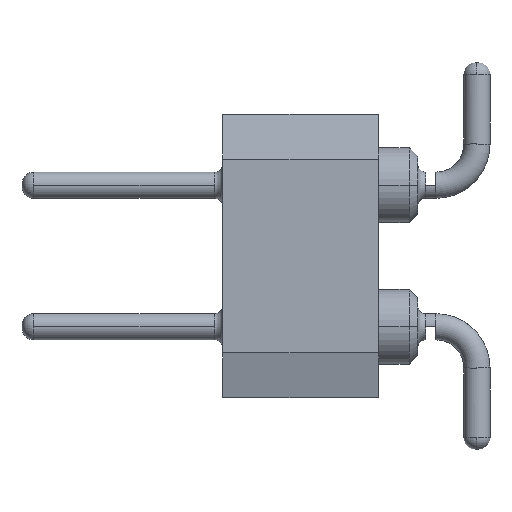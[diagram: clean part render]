
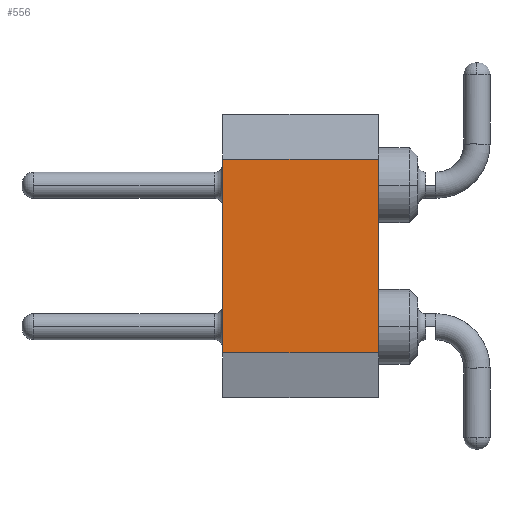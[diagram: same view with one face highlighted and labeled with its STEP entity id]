
A CAD part, left-side view. The second image highlights one B-rep face of the part: STEP entity #556.
In plain terms, the highlighted planar face has unit normal (-1, 0, 0).
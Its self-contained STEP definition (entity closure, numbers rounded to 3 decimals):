
#556=ADVANCED_FACE('',(#1276),#1277,.T.);
#1276=FACE_OUTER_BOUND('',#2159,.T.);
#1277=PLANE('',#2160);
#2159=EDGE_LOOP('',(#3849,#3850,#3851,#3852));
#2160=AXIS2_PLACEMENT_3D('',#3853,#3854,#3855);
#3849=ORIENTED_EDGE('',*,*,#6048,.T.);
#3850=ORIENTED_EDGE('',*,*,#5643,.F.);
#3851=ORIENTED_EDGE('',*,*,#5714,.F.);
#3852=ORIENTED_EDGE('',*,*,#5586,.T.);
#3853=CARTESIAN_POINT('',(-6.35,0.,0.));
#3854=DIRECTION('',(-1.0,0.0,0.0));
#3855=DIRECTION('',(0.0,0.,1.0));
#5586=EDGE_CURVE('',#6836,#6834,#6837,.T.);
#5643=EDGE_CURVE('',#6934,#6929,#6936,.T.);
#5714=EDGE_CURVE('',#6836,#6934,#7062,.T.);
#6048=EDGE_CURVE('',#6834,#6929,#7574,.T.);
#6834=VERTEX_POINT('',#8557);
#6836=VERTEX_POINT('',#8560);
#6837=LINE('',#8561,#8562);
#6929=VERTEX_POINT('',#8665);
#6934=VERTEX_POINT('',#8672);
#6936=LINE('',#8675,#8676);
#7062=LINE('',#8833,#8834);
#7574=LINE('',#9466,#9467);
#8557=CARTESIAN_POINT('',(-6.35,2.8,1.74));
#8560=CARTESIAN_POINT('',(-6.35,0.,1.74));
#8561=CARTESIAN_POINT('',(-6.35,0.,1.74));
#8562=VECTOR('',#10564,1.0);
#8665=CARTESIAN_POINT('',(-6.35,2.8,-1.74));
#8672=CARTESIAN_POINT('',(-6.35,0.,-1.74));
#8675=CARTESIAN_POINT('',(-6.35,0.,-1.74));
#8676=VECTOR('',#10682,1.0);
#8833=CARTESIAN_POINT('',(-6.35,0.,1.74));
#8834=VECTOR('',#10817,1.0);
#9466=CARTESIAN_POINT('',(-6.35,2.8,1.74));
#9467=VECTOR('',#11418,1.0);
#10564=DIRECTION('',(0.0,1.0,0.));
#10682=DIRECTION('',(0.0,1.0,0.));
#10817=DIRECTION('',(0.0,0.,-1.0));
#11418=DIRECTION('',(0.0,0.,-1.0));
